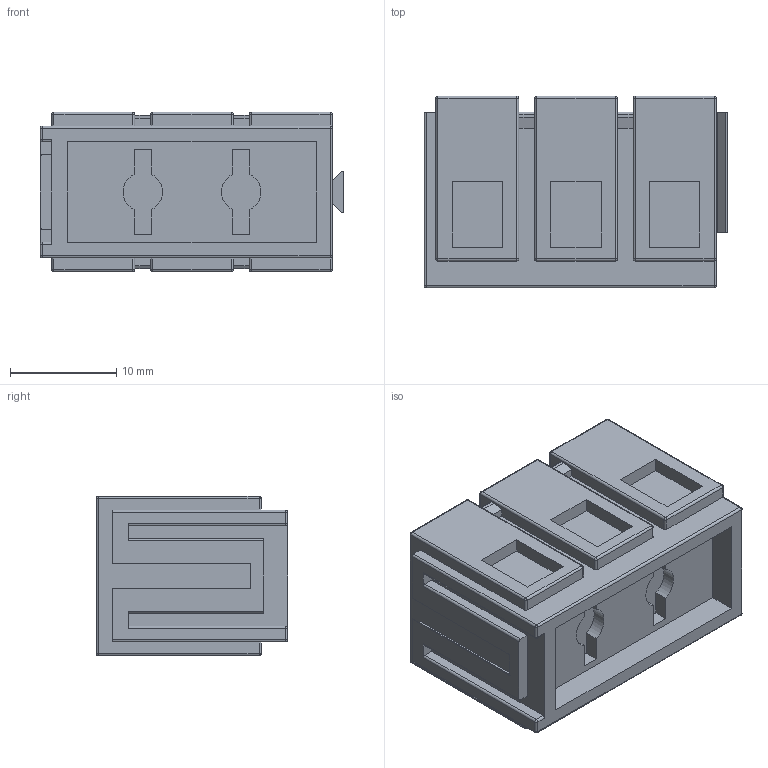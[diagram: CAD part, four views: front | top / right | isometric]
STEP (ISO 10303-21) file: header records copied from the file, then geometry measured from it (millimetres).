
FILE_DESCRIPTION((''),'2;1');
FILE_NAME('8YB788044','2023-04-10T',('Administrator'),(''),'PRO/ENGINEER BY PARAMETRIC TECHNOLOGY CORPORATION, 2013230','PRO/ENGINEER BY PARAMETRIC TECHNOLOGY CORPORATION, 2013230','');
FILE_SCHEMA(('AUTOMOTIVE_DESIGN { 1 0 10303 214 1 1 1 1 }'));
Length unit declared in the file: millimetre
Products named in the file (1): 8YB788044
Bounding box: 28.55 x 18 x 15 mm (x, y, z)
Volume: 5522.2 mm3; surface area: 3635.9 mm2
Topology: 1 solids, 1 shells, 255 faces, 613 edges, 378 vertices
Faces by surface type: plane 136, cylinder 89, sphere 30
Entity records: 7407 total; most frequent: CARTESIAN_POINT 1302, DIRECTION 1287, ORIENTED_EDGE 1226, EDGE_CURVE 613, VECTOR 429, LINE 429, AXIS2_PLACEMENT_3D 429, VERTEX_POINT 378
